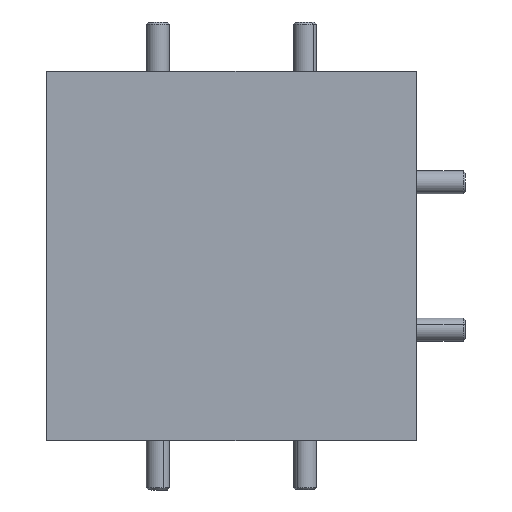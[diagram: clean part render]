
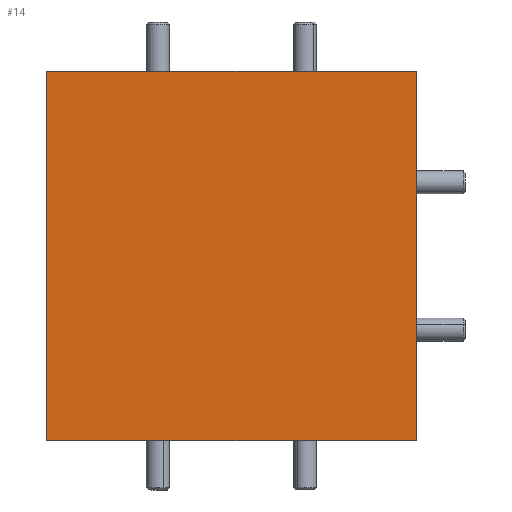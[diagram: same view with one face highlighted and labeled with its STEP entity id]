
A CAD part, left-side view. The second image highlights one B-rep face of the part: STEP entity #14.
In plain terms, the highlighted planar face has unit normal (-1, 0, 0).
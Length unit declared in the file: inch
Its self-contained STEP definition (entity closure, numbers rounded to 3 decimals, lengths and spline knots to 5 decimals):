
#14 = ADVANCED_FACE ( 'NONE', ( #32802 ), #35016, .F. ) ;
#3531 = ORIENTED_EDGE ( 'NONE', *, *, #14854, .T. ) ;
#3892 = DIRECTION ( 'NONE',  ( 0., -1., 0. ) ) ;
#5320 = VERTEX_POINT ( 'NONE', #7133 ) ;
#6175 = LINE ( 'NONE', #39327, #23872 ) ;
#6334 = VERTEX_POINT ( 'NONE', #25296 ) ;
#7133 = CARTESIAN_POINT ( 'NONE',  ( -0.9399, 1.14739, 0.52248 ) ) ;
#7589 = EDGE_CURVE ( 'NONE', #6334, #16111, #22236, .T. ) ;
#7794 = DIRECTION ( 'NONE',  ( 0., 0., -1. ) ) ;
#10752 = DIRECTION ( 'NONE',  ( 0., 0., 1. ) ) ;
#11640 = ORIENTED_EDGE ( 'NONE', *, *, #12222, .T. ) ;
#12222 = EDGE_CURVE ( 'NONE', #5320, #21872, #22717, .T. ) ;
#13362 = VECTOR ( 'NONE', #43695, 39.37008 ) ;
#14854 = EDGE_CURVE ( 'NONE', #6334, #5320, #17035, .T. ) ;
#16111 = VERTEX_POINT ( 'NONE', #32098 ) ;
#17035 = LINE ( 'NONE', #18721, #34520 ) ;
#18721 = CARTESIAN_POINT ( 'NONE',  ( -0.9399, 1.14739, 1.52248 ) ) ;
#19739 = EDGE_CURVE ( 'NONE', #16111, #21872, #6175, .T. ) ;
#21872 = VERTEX_POINT ( 'NONE', #31730 ) ;
#22067 = ORIENTED_EDGE ( 'NONE', *, *, #7589, .F. ) ;
#22236 = LINE ( 'NONE', #43510, #35265 ) ;
#22249 = DIRECTION ( 'NONE',  ( 0., 0., -1. ) ) ;
#22717 = LINE ( 'NONE', #45781, #13362 ) ;
#23872 = VECTOR ( 'NONE', #7794, 39.37008 ) ;
#25296 = CARTESIAN_POINT ( 'NONE',  ( -0.9399, 1.14739, 1.52248 ) ) ;
#26299 = DIRECTION ( 'NONE',  ( 1., 0., 0. ) ) ;
#30898 = ORIENTED_EDGE ( 'NONE', *, *, #19739, .F. ) ;
#31730 = CARTESIAN_POINT ( 'NONE',  ( -0.9399, 0.14739, 0.52248 ) ) ;
#32098 = CARTESIAN_POINT ( 'NONE',  ( -0.9399, 0.14739, 1.52248 ) ) ;
#32802 = FACE_OUTER_BOUND ( 'NONE', #37767, .T. ) ;
#34520 = VECTOR ( 'NONE', #22249, 39.37008 ) ;
#35016 = PLANE ( 'NONE',  #35715 ) ;
#35265 = VECTOR ( 'NONE', #3892, 39.37008 ) ;
#35715 = AXIS2_PLACEMENT_3D ( 'NONE', #36758, #26299, #10752 ) ;
#36758 = CARTESIAN_POINT ( 'NONE',  ( -0.9399, 1.14739, 1.52248 ) ) ;
#37767 = EDGE_LOOP ( 'NONE', ( #11640, #30898, #22067, #3531 ) ) ;
#39327 = CARTESIAN_POINT ( 'NONE',  ( -0.9399, 0.14739, 1.52248 ) ) ;
#43510 = CARTESIAN_POINT ( 'NONE',  ( -0.9399, 1.14739, 1.52248 ) ) ;
#43695 = DIRECTION ( 'NONE',  ( 0., -1., 0. ) ) ;
#45781 = CARTESIAN_POINT ( 'NONE',  ( -0.9399, 1.14739, 0.52248 ) ) ;
